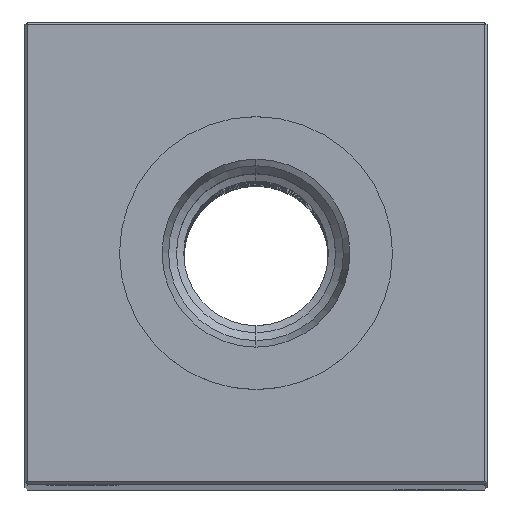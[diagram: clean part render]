
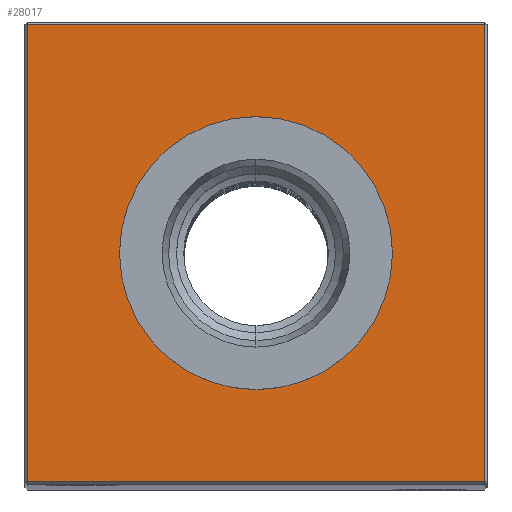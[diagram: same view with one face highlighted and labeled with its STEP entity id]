
A CAD part, top view. The second image highlights one B-rep face of the part: STEP entity #28017.
In plain terms, the highlighted planar face has unit normal (0, 0, 1).
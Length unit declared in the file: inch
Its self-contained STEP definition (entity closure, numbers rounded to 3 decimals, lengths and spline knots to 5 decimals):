
#823 = CARTESIAN_POINT ( 'NONE',  ( 0.99, 0., 14.25 ) ) ;
#1252 = FACE_BOUND ( 'NONE', #24467, .T. ) ;
#1419 = VECTOR ( 'NONE', #25992, 39.37008 ) ;
#1780 = CARTESIAN_POINT ( 'NONE',  ( -0.99, -0.99, 14.25 ) ) ;
#4352 = DIRECTION ( 'NONE',  ( -1., 0., 0. ) ) ;
#4545 = DIRECTION ( 'NONE',  ( 0., -1., 0. ) ) ;
#5138 = VECTOR ( 'NONE', #10859, 39.37008 ) ;
#6019 = DIRECTION ( 'NONE',  ( 0., 0., -1. ) ) ;
#9048 = ORIENTED_EDGE ( 'NONE', *, *, #25522, .T. ) ;
#9960 = LINE ( 'NONE', #19978, #26042 ) ;
#10859 = DIRECTION ( 'NONE',  ( 0., 1., 0. ) ) ;
#11469 = CARTESIAN_POINT ( 'NONE',  ( 0., -0.59055, 14.25 ) ) ;
#12108 = AXIS2_PLACEMENT_3D ( 'NONE', #28853, #6019, #14241 ) ;
#13015 = VERTEX_POINT ( 'NONE', #31378 ) ;
#13962 = CARTESIAN_POINT ( 'NONE',  ( 0., 0.59055, 14.25 ) ) ;
#14241 = DIRECTION ( 'NONE',  ( -1., 0., 0. ) ) ;
#15163 = ORIENTED_EDGE ( 'NONE', *, *, #22527, .T. ) ;
#15652 = VERTEX_POINT ( 'NONE', #15797 ) ;
#15797 = CARTESIAN_POINT ( 'NONE',  ( 0.99, 0.99, 14.25 ) ) ;
#15987 = CARTESIAN_POINT ( 'NONE',  ( 0., -0.99, 14.25 ) ) ;
#16066 = AXIS2_PLACEMENT_3D ( 'NONE', #29813, #17333, #4352 ) ;
#16241 = VERTEX_POINT ( 'NONE', #29777 ) ;
#16810 = VERTEX_POINT ( 'NONE', #1780 ) ;
#16875 = DIRECTION ( 'NONE',  ( -1., 0., 0. ) ) ;
#17044 = DIRECTION ( 'NONE',  ( 0., 0., -1. ) ) ;
#17333 = DIRECTION ( 'NONE',  ( 0., 0., -1. ) ) ;
#17920 = ORIENTED_EDGE ( 'NONE', *, *, #21335, .T. ) ;
#18688 = PLANE ( 'NONE',  #12108 ) ;
#19341 = CARTESIAN_POINT ( 'NONE',  ( 0., 0., 14.25 ) ) ;
#19978 = CARTESIAN_POINT ( 'NONE',  ( -0.99, 0., 14.25 ) ) ;
#21077 = LINE ( 'NONE', #15987, #1419 ) ;
#21204 = EDGE_CURVE ( 'NONE', #24144, #30921, #22929, .T. ) ;
#21335 = EDGE_CURVE ( 'NONE', #16810, #13015, #21077, .T. ) ;
#22527 = EDGE_CURVE ( 'NONE', #30921, #24144, #22871, .T. ) ;
#22871 = CIRCLE ( 'NONE', #16066, 0.59055 ) ;
#22929 = CIRCLE ( 'NONE', #23977, 0.59055 ) ;
#22998 = EDGE_CURVE ( 'NONE', #16241, #16810, #9960, .T. ) ;
#23140 = ORIENTED_EDGE ( 'NONE', *, *, #22998, .T. ) ;
#23327 = LINE ( 'NONE', #823, #5138 ) ;
#23826 = ORIENTED_EDGE ( 'NONE', *, *, #21204, .T. ) ;
#23977 = AXIS2_PLACEMENT_3D ( 'NONE', #19341, #17044, #16875 ) ;
#24144 = VERTEX_POINT ( 'NONE', #13962 ) ;
#24467 = EDGE_LOOP ( 'NONE', ( #23826, #15163 ) ) ;
#24503 = EDGE_LOOP ( 'NONE', ( #23140, #17920, #9048, #30928 ) ) ;
#25522 = EDGE_CURVE ( 'NONE', #13015, #15652, #23327, .T. ) ;
#25992 = DIRECTION ( 'NONE',  ( 1., 0., 0. ) ) ;
#26042 = VECTOR ( 'NONE', #4545, 39.37008 ) ;
#26220 = FACE_OUTER_BOUND ( 'NONE', #24503, .T. ) ;
#27259 = CARTESIAN_POINT ( 'NONE',  ( 0., 0.99, 14.25 ) ) ;
#28017 = ADVANCED_FACE ( 'NONE', ( #26220, #1252 ), #18688, .F. ) ;
#28853 = CARTESIAN_POINT ( 'NONE',  ( 0., 0., 14.25 ) ) ;
#28860 = VECTOR ( 'NONE', #29878, 39.37008 ) ;
#29777 = CARTESIAN_POINT ( 'NONE',  ( -0.99, 0.99, 14.25 ) ) ;
#29813 = CARTESIAN_POINT ( 'NONE',  ( 0., 0., 14.25 ) ) ;
#29878 = DIRECTION ( 'NONE',  ( -1., 0., 0. ) ) ;
#30042 = LINE ( 'NONE', #27259, #28860 ) ;
#30921 = VERTEX_POINT ( 'NONE', #11469 ) ;
#30928 = ORIENTED_EDGE ( 'NONE', *, *, #32288, .T. ) ;
#31378 = CARTESIAN_POINT ( 'NONE',  ( 0.99, -0.99, 14.25 ) ) ;
#32288 = EDGE_CURVE ( 'NONE', #15652, #16241, #30042, .T. ) ;
